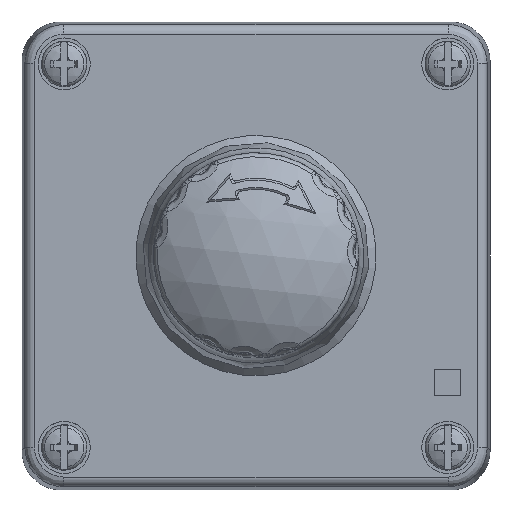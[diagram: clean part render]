
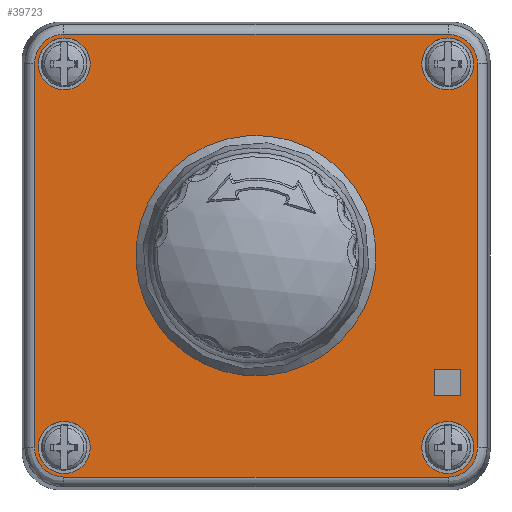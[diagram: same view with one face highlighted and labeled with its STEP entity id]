
A CAD part, top view. The second image highlights one B-rep face of the part: STEP entity #39723.
In plain terms, the highlighted planar face has unit normal (0, 0, 1).
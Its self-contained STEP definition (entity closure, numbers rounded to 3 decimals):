
#394=ELLIPSE($,#42620,4.501,4.5);
#395=ELLIPSE($,#42621,4.501,4.5);
#396=ELLIPSE($,#42622,4.501,4.5);
#397=ELLIPSE($,#42623,4.501,4.5);
#1883=LINE($,#62913,#5467);
#1884=LINE($,#62917,#5468);
#1885=LINE($,#62921,#5469);
#1886=LINE($,#62925,#5470);
#1887=LINE($,#62937,#5471);
#1888=LINE($,#62939,#5472);
#1889=LINE($,#62941,#5473);
#1890=LINE($,#62942,#5474);
#5467=VECTOR($,#48432,59.111);
#5468=VECTOR($,#48435,59.111);
#5469=VECTOR($,#48438,59.111);
#5470=VECTOR($,#48441,59.111);
#5471=VECTOR($,#48452,4.05);
#5472=VECTOR($,#48453,4.05);
#5473=VECTOR($,#48454,4.05);
#5474=VECTOR($,#48455,4.05);
#8851=FACE_BOUND($,#14330,.T.);
#8852=FACE_BOUND($,#14331,.T.);
#8853=FACE_BOUND($,#14332,.T.);
#8854=FACE_BOUND($,#14333,.T.);
#8855=FACE_BOUND($,#14334,.T.);
#8856=FACE_BOUND($,#14335,.T.);
#8857=FACE_BOUND($,#14336,.T.);
#14330=EDGE_LOOP($,(#30233));
#14331=EDGE_LOOP($,(#30234,#30235,#30236,#30237,#30238,#30239,#30240,#30241));
#14332=EDGE_LOOP($,(#30242));
#14333=EDGE_LOOP($,(#30243));
#14334=EDGE_LOOP($,(#30244));
#14335=EDGE_LOOP($,(#30245));
#14336=EDGE_LOOP($,(#30246,#30247,#30248,#30249));
#16439=CIRCLE($,#42335,18.5);
#16614=CIRCLE($,#42624,4.);
#16615=CIRCLE($,#42625,4.);
#16616=CIRCLE($,#42626,4.);
#16617=CIRCLE($,#42627,4.);
#18171=VERTEX_POINT($,#59927);
#18399=VERTEX_POINT($,#62911);
#18400=VERTEX_POINT($,#62912);
#18401=VERTEX_POINT($,#62914);
#18402=VERTEX_POINT($,#62916);
#18403=VERTEX_POINT($,#62918);
#18404=VERTEX_POINT($,#62920);
#18405=VERTEX_POINT($,#62922);
#18406=VERTEX_POINT($,#62924);
#18407=VERTEX_POINT($,#62927);
#18408=VERTEX_POINT($,#62929);
#18409=VERTEX_POINT($,#62931);
#18410=VERTEX_POINT($,#62933);
#18411=VERTEX_POINT($,#62935);
#18412=VERTEX_POINT($,#62936);
#18413=VERTEX_POINT($,#62938);
#18414=VERTEX_POINT($,#62940);
#22347=EDGE_CURVE($,#18171,#18171,#16439,.T.);
#22743=EDGE_CURVE($,#18399,#18400,#1883,.T.);
#22744=EDGE_CURVE($,#18401,#18399,#394,.T.);
#22745=EDGE_CURVE($,#18402,#18401,#1884,.T.);
#22746=EDGE_CURVE($,#18403,#18402,#395,.T.);
#22747=EDGE_CURVE($,#18404,#18403,#1885,.T.);
#22748=EDGE_CURVE($,#18405,#18404,#396,.T.);
#22749=EDGE_CURVE($,#18406,#18405,#1886,.T.);
#22750=EDGE_CURVE($,#18400,#18406,#397,.T.);
#22751=EDGE_CURVE($,#18407,#18407,#16614,.T.);
#22752=EDGE_CURVE($,#18408,#18408,#16615,.T.);
#22753=EDGE_CURVE($,#18409,#18409,#16616,.T.);
#22754=EDGE_CURVE($,#18410,#18410,#16617,.T.);
#22755=EDGE_CURVE($,#18411,#18412,#1887,.T.);
#22756=EDGE_CURVE($,#18412,#18413,#1888,.T.);
#22757=EDGE_CURVE($,#18413,#18414,#1889,.T.);
#22758=EDGE_CURVE($,#18414,#18411,#1890,.T.);
#30233=ORIENTED_EDGE($,*,*,#22347,.F.);
#30234=ORIENTED_EDGE($,*,*,#22743,.F.);
#30235=ORIENTED_EDGE($,*,*,#22744,.F.);
#30236=ORIENTED_EDGE($,*,*,#22745,.F.);
#30237=ORIENTED_EDGE($,*,*,#22746,.F.);
#30238=ORIENTED_EDGE($,*,*,#22747,.F.);
#30239=ORIENTED_EDGE($,*,*,#22748,.F.);
#30240=ORIENTED_EDGE($,*,*,#22749,.F.);
#30241=ORIENTED_EDGE($,*,*,#22750,.F.);
#30242=ORIENTED_EDGE($,*,*,#22751,.T.);
#30243=ORIENTED_EDGE($,*,*,#22752,.T.);
#30244=ORIENTED_EDGE($,*,*,#22753,.T.);
#30245=ORIENTED_EDGE($,*,*,#22754,.T.);
#30246=ORIENTED_EDGE($,*,*,#22755,.T.);
#30247=ORIENTED_EDGE($,*,*,#22756,.T.);
#30248=ORIENTED_EDGE($,*,*,#22757,.T.);
#30249=ORIENTED_EDGE($,*,*,#22758,.T.);
#37945=PLANE($,#42619);
#39723=ADVANCED_FACE($,(#8851,#8852,#8853,#8854,#8855,#8856,#8857),#37945,
 .T.);
#42335=AXIS2_PLACEMENT_3D($,#59928,#47784,#47785);
#42619=AXIS2_PLACEMENT_3D($,#62910,#48430,#48431);
#42620=AXIS2_PLACEMENT_3D($,#62915,#48433,#48434);
#42621=AXIS2_PLACEMENT_3D($,#62919,#48436,#48437);
#42622=AXIS2_PLACEMENT_3D($,#62923,#48439,#48440);
#42623=AXIS2_PLACEMENT_3D($,#62926,#48442,#48443);
#42624=AXIS2_PLACEMENT_3D($,#62928,#48444,#48445);
#42625=AXIS2_PLACEMENT_3D($,#62930,#48446,#48447);
#42626=AXIS2_PLACEMENT_3D($,#62932,#48448,#48449);
#42627=AXIS2_PLACEMENT_3D($,#62934,#48450,#48451);
#47784=DIRECTION('center_axis',(0.,0.,
1.));
#47785=DIRECTION('ref_axis',(0.995,-0.105,0.));
#48430=DIRECTION('center_axis',(0.,0.,
1.));
#48431=DIRECTION('ref_axis',(0.,-1.,0.));
#48432=DIRECTION($,(0.,1.,0.));
#48433=DIRECTION('center_axis',(0.,0.,
-1.));
#48434=DIRECTION('ref_axis',(-0.707,-0.707,0.));
#48435=DIRECTION($,(-1.,0.,0.));
#48436=DIRECTION('center_axis',(0.,0.,
-1.));
#48437=DIRECTION('ref_axis',(0.707,-0.707,0.));
#48438=DIRECTION($,(0.,-1.,0.));
#48439=DIRECTION('center_axis',(0.,0.,
-1.));
#48440=DIRECTION('ref_axis',(0.707,0.707,0.));
#48441=DIRECTION($,(1.,0.,0.));
#48442=DIRECTION('center_axis',(0.,0.,
-1.));
#48443=DIRECTION('ref_axis',(-0.707,0.707,0.));
#48444=DIRECTION('center_axis',(0.,0.,
-1.));
#48445=DIRECTION('ref_axis',(0.,1.,0.));
#48446=DIRECTION('center_axis',(0.,0.,
-1.));
#48447=DIRECTION('ref_axis',(0.,1.,0.));
#48448=DIRECTION('center_axis',(0.,0.,
-1.));
#48449=DIRECTION('ref_axis',(0.,1.,0.));
#48450=DIRECTION('center_axis',(0.,0.,
-1.));
#48451=DIRECTION('ref_axis',(0.,1.,0.));
#48452=DIRECTION($,(0.,-1.,0.));
#48453=DIRECTION($,(-1.,0.,0.));
#48454=DIRECTION($,(0.,1.,0.));
#48455=DIRECTION($,(1.,0.,0.));
#59927=CARTESIAN_POINT('',(-10.195,-0.696,29.367));
#59928=CARTESIAN_POINT('Origin',(-28.594,1.238,29.367));
#62910=CARTESIAN_POINT('Origin',(-28.594,1.238,29.367));
#62911=CARTESIAN_POINT('',(-62.648,-28.317,29.367));
#62912=CARTESIAN_POINT('',(-62.648,30.793,29.367));
#62913=CARTESIAN_POINT($,(-62.648,-16.762,29.367));
#62914=CARTESIAN_POINT('',(-58.149,-32.817,29.367));
#62915=CARTESIAN_POINT('Origin',(-58.148,-28.316,29.367));
#62916=CARTESIAN_POINT('',(0.962,-32.817,29.367));
#62917=CARTESIAN_POINT($,(-10.594,-32.817,29.367));
#62918=CARTESIAN_POINT('',(5.461,-28.317,29.367));
#62919=CARTESIAN_POINT('Origin',(0.96,-28.316,29.367));
#62920=CARTESIAN_POINT('',(5.461,30.793,29.367));
#62921=CARTESIAN_POINT($,(5.461,19.238,29.367));
#62922=CARTESIAN_POINT('',(0.962,35.293,29.367));
#62923=CARTESIAN_POINT('Origin',(0.96,30.792,29.367));
#62924=CARTESIAN_POINT('',(-58.149,35.293,29.367));
#62925=CARTESIAN_POINT($,(-46.594,35.293,29.367));
#62926=CARTESIAN_POINT('Origin',(-58.148,30.792,29.367));
#62927=CARTESIAN_POINT('',(0.906,26.738,29.367));
#62928=CARTESIAN_POINT('Origin',(0.906,30.738,29.367));
#62929=CARTESIAN_POINT('',(0.906,-32.262,29.367));
#62930=CARTESIAN_POINT('Origin',(0.906,-28.262,29.367));
#62931=CARTESIAN_POINT('',(-58.094,-32.262,29.367));
#62932=CARTESIAN_POINT('Origin',(-58.094,-28.262,29.367));
#62933=CARTESIAN_POINT('',(-58.094,26.738,29.367));
#62934=CARTESIAN_POINT('Origin',(-58.094,30.738,29.367));
#62935=CARTESIAN_POINT('',(2.931,-16.237,29.367));
#62936=CARTESIAN_POINT('',(2.931,-20.287,29.367));
#62937=CARTESIAN_POINT($,(2.931,-7.499,29.367));
#62938=CARTESIAN_POINT('',(-1.119,-20.287,29.367));
#62939=CARTESIAN_POINT($,(-12.831,-20.287,29.367));
#62940=CARTESIAN_POINT('',(-1.119,-16.237,29.367));
#62941=CARTESIAN_POINT($,(-1.119,-9.524,29.367));
#62942=CARTESIAN_POINT($,(-14.856,-16.237,29.367));
